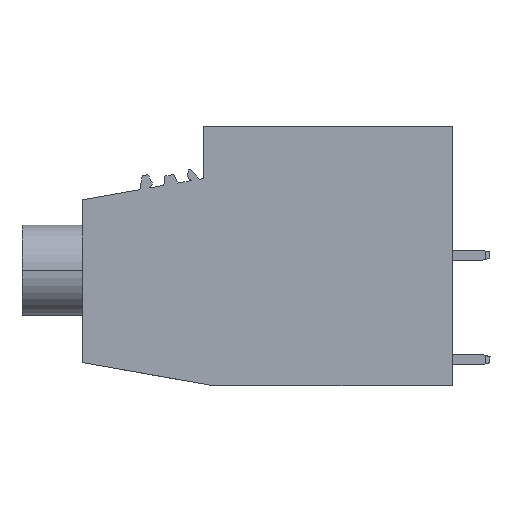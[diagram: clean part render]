
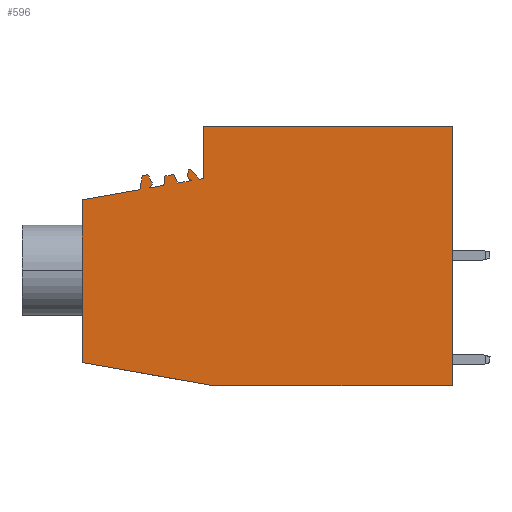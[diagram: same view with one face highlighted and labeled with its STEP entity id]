
A CAD part, left-side view. The second image highlights one B-rep face of the part: STEP entity #596.
In plain terms, the highlighted planar face has unit normal (-1, 0, 0).
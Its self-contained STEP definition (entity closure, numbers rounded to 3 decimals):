
#424=AXIS2_PLACEMENT_3D('Plane Axis2P3D',#421,#422,#423) ;
#484=AXIS2_PLACEMENT_3D('Circle Axis2P3D',#482,#483,$) ;
#491=AXIS2_PLACEMENT_3D('Circle Axis2P3D',#489,#490,$) ;
#63=CARTESIAN_POINT('Vertex',(0.,33.2,0.)) ;
#66=CARTESIAN_POINT('Line Origine',(0.,41.,1.375)) ;
#70=CARTESIAN_POINT('Vertex',(0.,48.8,2.751)) ;
#318=CARTESIAN_POINT('Line Origine',(0.,48.8,12.485)) ;
#322=CARTESIAN_POINT('Vertex',(0.,48.8,22.22)) ;
#421=CARTESIAN_POINT('Axis2P3D Location',(0.,0.,0.)) ;
#426=CARTESIAN_POINT('Line Origine',(0.,18.85,0.)) ;
#430=CARTESIAN_POINT('Vertex',(0.,4.5,0.)) ;
#433=CARTESIAN_POINT('Line Origine',(0.,4.5,15.5)) ;
#437=CARTESIAN_POINT('Vertex',(0.,4.5,31.)) ;
#440=CARTESIAN_POINT('Line Origine',(0.,19.4,31.)) ;
#444=CARTESIAN_POINT('Vertex',(0.,34.3,31.)) ;
#447=CARTESIAN_POINT('Line Origine',(0.,34.3,27.888)) ;
#451=CARTESIAN_POINT('Vertex',(0.,34.3,24.777)) ;
#454=CARTESIAN_POINT('Line Origine',(0.,34.558,24.731)) ;
#458=CARTESIAN_POINT('Vertex',(0.,34.816,24.686)) ;
#461=CARTESIAN_POINT('Line Origine',(0.,35.325,25.271)) ;
#465=CARTESIAN_POINT('Vertex',(0.,35.833,25.856)) ;
#468=CARTESIAN_POINT('Line Origine',(0.,35.96,25.834)) ;
#472=CARTESIAN_POINT('Vertex',(0.,36.087,25.811)) ;
#475=CARTESIAN_POINT('Line Origine',(0.,36.124,25.514)) ;
#479=CARTESIAN_POINT('Vertex',(0.,36.16,25.217)) ;
#482=CARTESIAN_POINT('Axis2P3D Location',(0.,35.595,25.148)) ;
#486=CARTESIAN_POINT('Vertex',(0.,35.875,24.651)) ;
#489=CARTESIAN_POINT('Axis2P3D Location',(0.,36.029,24.376)) ;
#493=CARTESIAN_POINT('Vertex',(0.,35.749,24.521)) ;
#496=CARTESIAN_POINT('Line Origine',(0.,36.563,24.378)) ;
#500=CARTESIAN_POINT('Vertex',(0.,37.376,24.234)) ;
#503=CARTESIAN_POINT('Line Origine',(0.,37.615,24.746)) ;
#507=CARTESIAN_POINT('Vertex',(0.,37.853,25.257)) ;
#510=CARTESIAN_POINT('Line Origine',(0.,38.39,25.162)) ;
#514=CARTESIAN_POINT('Vertex',(0.,38.926,25.068)) ;
#517=CARTESIAN_POINT('Line Origine',(0.,38.976,24.506)) ;
#521=CARTESIAN_POINT('Vertex',(0.,39.025,23.944)) ;
#524=CARTESIAN_POINT('Line Origine',(0.,39.873,23.794)) ;
#528=CARTESIAN_POINT('Vertex',(0.,40.721,23.645)) ;
#531=CARTESIAN_POINT('Line Origine',(0.,40.563,23.87)) ;
#535=CARTESIAN_POINT('Vertex',(0.,40.405,24.096)) ;
#538=CARTESIAN_POINT('Line Origine',(0.,40.423,24.195)) ;
#542=CARTESIAN_POINT('Vertex',(0.,40.44,24.293)) ;
#545=CARTESIAN_POINT('Line Origine',(0.,40.687,24.757)) ;
#549=CARTESIAN_POINT('Vertex',(0.,40.934,25.222)) ;
#552=CARTESIAN_POINT('Line Origine',(0.,41.27,25.162)) ;
#556=CARTESIAN_POINT('Vertex',(0.,41.606,25.103)) ;
#559=CARTESIAN_POINT('Line Origine',(0.,41.753,24.27)) ;
#563=CARTESIAN_POINT('Vertex',(0.,41.899,23.437)) ;
#566=CARTESIAN_POINT('Line Origine',(0.,45.35,22.828)) ;
#67=DIRECTION('Vector Direction',(0.,-0.985,-0.174)) ;
#319=DIRECTION('Vector Direction',(0.,0.,-1.)) ;
#422=DIRECTION('Axis2P3D Direction',(-1.,0.,0.)) ;
#423=DIRECTION('Axis2P3D XDirection',(0.,-1.,0.)) ;
#427=DIRECTION('Vector Direction',(0.,-1.,0.)) ;
#434=DIRECTION('Vector Direction',(0.,0.,1.)) ;
#441=DIRECTION('Vector Direction',(0.,1.,0.)) ;
#448=DIRECTION('Vector Direction',(0.,0.,1.)) ;
#455=DIRECTION('Vector Direction',(0.,0.985,-0.174)) ;
#462=DIRECTION('Vector Direction',(0.,-0.656,-0.755)) ;
#469=DIRECTION('Vector Direction',(0.,-0.985,0.174)) ;
#476=DIRECTION('Vector Direction',(0.,-0.122,0.993)) ;
#483=DIRECTION('Axis2P3D Direction',(-1.,0.,0.)) ;
#490=DIRECTION('Axis2P3D Direction',(-1.,0.,0.)) ;
#497=DIRECTION('Vector Direction',(0.,0.985,-0.174)) ;
#504=DIRECTION('Vector Direction',(0.,-0.423,-0.906)) ;
#511=DIRECTION('Vector Direction',(0.,-0.985,0.174)) ;
#518=DIRECTION('Vector Direction',(0.,-0.087,0.996)) ;
#525=DIRECTION('Vector Direction',(0.,0.985,-0.174)) ;
#532=DIRECTION('Vector Direction',(0.,0.574,-0.819)) ;
#539=DIRECTION('Vector Direction',(0.,-0.174,-0.985)) ;
#546=DIRECTION('Vector Direction',(0.,-0.469,-0.883)) ;
#553=DIRECTION('Vector Direction',(0.,-0.985,0.174)) ;
#560=DIRECTION('Vector Direction',(0.,-0.174,0.985)) ;
#567=DIRECTION('Vector Direction',(0.,0.985,-0.174)) ;
#68=VECTOR('Line Direction',#67,1.) ;
#320=VECTOR('Line Direction',#319,1.) ;
#428=VECTOR('Line Direction',#427,1.) ;
#435=VECTOR('Line Direction',#434,1.) ;
#442=VECTOR('Line Direction',#441,1.) ;
#449=VECTOR('Line Direction',#448,1.) ;
#456=VECTOR('Line Direction',#455,1.) ;
#463=VECTOR('Line Direction',#462,1.) ;
#470=VECTOR('Line Direction',#469,1.) ;
#477=VECTOR('Line Direction',#476,1.) ;
#498=VECTOR('Line Direction',#497,1.) ;
#505=VECTOR('Line Direction',#504,1.) ;
#512=VECTOR('Line Direction',#511,1.) ;
#519=VECTOR('Line Direction',#518,1.) ;
#526=VECTOR('Line Direction',#525,1.) ;
#533=VECTOR('Line Direction',#532,1.) ;
#540=VECTOR('Line Direction',#539,1.) ;
#547=VECTOR('Line Direction',#546,1.) ;
#554=VECTOR('Line Direction',#553,1.) ;
#561=VECTOR('Line Direction',#560,1.) ;
#568=VECTOR('Line Direction',#567,1.) ;
#572=ORIENTED_EDGE('',*,*,#324,.T.) ;
#573=ORIENTED_EDGE('',*,*,#72,.T.) ;
#574=ORIENTED_EDGE('',*,*,#432,.T.) ;
#575=ORIENTED_EDGE('',*,*,#439,.T.) ;
#576=ORIENTED_EDGE('',*,*,#446,.T.) ;
#577=ORIENTED_EDGE('',*,*,#453,.T.) ;
#578=ORIENTED_EDGE('',*,*,#460,.T.) ;
#579=ORIENTED_EDGE('',*,*,#467,.T.) ;
#580=ORIENTED_EDGE('',*,*,#474,.T.) ;
#581=ORIENTED_EDGE('',*,*,#481,.T.) ;
#582=ORIENTED_EDGE('',*,*,#488,.T.) ;
#583=ORIENTED_EDGE('',*,*,#495,.T.) ;
#584=ORIENTED_EDGE('',*,*,#502,.T.) ;
#585=ORIENTED_EDGE('',*,*,#509,.T.) ;
#586=ORIENTED_EDGE('',*,*,#516,.T.) ;
#587=ORIENTED_EDGE('',*,*,#523,.T.) ;
#588=ORIENTED_EDGE('',*,*,#530,.T.) ;
#589=ORIENTED_EDGE('',*,*,#537,.T.) ;
#590=ORIENTED_EDGE('',*,*,#544,.T.) ;
#591=ORIENTED_EDGE('',*,*,#551,.T.) ;
#592=ORIENTED_EDGE('',*,*,#558,.T.) ;
#593=ORIENTED_EDGE('',*,*,#565,.T.) ;
#594=ORIENTED_EDGE('',*,*,#570,.T.) ;
#596=ADVANCED_FACE('BLZP 5.08/.../180 - (sample for product name)',(#595),#425,.T.) ;
#485=CIRCLE('generated circle',#484,0.57) ;
#492=CIRCLE('generated circle',#491,0.315) ;
#72=EDGE_CURVE('',#71,#64,#69,.T.) ;
#324=EDGE_CURVE('',#323,#71,#321,.T.) ;
#432=EDGE_CURVE('',#64,#431,#429,.T.) ;
#439=EDGE_CURVE('',#431,#438,#436,.T.) ;
#446=EDGE_CURVE('',#438,#445,#443,.T.) ;
#453=EDGE_CURVE('',#445,#452,#450,.F.) ;
#460=EDGE_CURVE('',#452,#459,#457,.T.) ;
#467=EDGE_CURVE('',#459,#466,#464,.F.) ;
#474=EDGE_CURVE('',#466,#473,#471,.F.) ;
#481=EDGE_CURVE('',#473,#480,#478,.F.) ;
#488=EDGE_CURVE('',#480,#487,#485,.T.) ;
#495=EDGE_CURVE('',#487,#494,#492,.F.) ;
#502=EDGE_CURVE('',#494,#501,#499,.T.) ;
#509=EDGE_CURVE('',#501,#508,#506,.F.) ;
#516=EDGE_CURVE('',#508,#515,#513,.F.) ;
#523=EDGE_CURVE('',#515,#522,#520,.F.) ;
#530=EDGE_CURVE('',#522,#529,#527,.T.) ;
#537=EDGE_CURVE('',#529,#536,#534,.F.) ;
#544=EDGE_CURVE('',#536,#543,#541,.F.) ;
#551=EDGE_CURVE('',#543,#550,#548,.F.) ;
#558=EDGE_CURVE('',#550,#557,#555,.F.) ;
#565=EDGE_CURVE('',#557,#564,#562,.F.) ;
#570=EDGE_CURVE('',#564,#323,#569,.T.) ;
#571=EDGE_LOOP('',(#572,#573,#574,#575,#576,#577,#578,#579,#580,#581,#582,#583,#584,#585,#586,#587,#588,#589,#590,#591,#592,#593,#594)) ;
#595=FACE_OUTER_BOUND('',#571,.T.) ;
#69=LINE('Line',#66,#68) ;
#321=LINE('Line',#318,#320) ;
#429=LINE('Line',#426,#428) ;
#436=LINE('Line',#433,#435) ;
#443=LINE('Line',#440,#442) ;
#450=LINE('Line',#447,#449) ;
#457=LINE('Line',#454,#456) ;
#464=LINE('Line',#461,#463) ;
#471=LINE('Line',#468,#470) ;
#478=LINE('Line',#475,#477) ;
#499=LINE('Line',#496,#498) ;
#506=LINE('Line',#503,#505) ;
#513=LINE('Line',#510,#512) ;
#520=LINE('Line',#517,#519) ;
#527=LINE('Line',#524,#526) ;
#534=LINE('Line',#531,#533) ;
#541=LINE('Line',#538,#540) ;
#548=LINE('Line',#545,#547) ;
#555=LINE('Line',#552,#554) ;
#562=LINE('Line',#559,#561) ;
#569=LINE('Line',#566,#568) ;
#425=PLANE('',#424) ;
#64=VERTEX_POINT('',#63) ;
#71=VERTEX_POINT('',#70) ;
#323=VERTEX_POINT('',#322) ;
#431=VERTEX_POINT('',#430) ;
#438=VERTEX_POINT('',#437) ;
#445=VERTEX_POINT('',#444) ;
#452=VERTEX_POINT('',#451) ;
#459=VERTEX_POINT('',#458) ;
#466=VERTEX_POINT('',#465) ;
#473=VERTEX_POINT('',#472) ;
#480=VERTEX_POINT('',#479) ;
#487=VERTEX_POINT('',#486) ;
#494=VERTEX_POINT('',#493) ;
#501=VERTEX_POINT('',#500) ;
#508=VERTEX_POINT('',#507) ;
#515=VERTEX_POINT('',#514) ;
#522=VERTEX_POINT('',#521) ;
#529=VERTEX_POINT('',#528) ;
#536=VERTEX_POINT('',#535) ;
#543=VERTEX_POINT('',#542) ;
#550=VERTEX_POINT('',#549) ;
#557=VERTEX_POINT('',#556) ;
#564=VERTEX_POINT('',#563) ;
